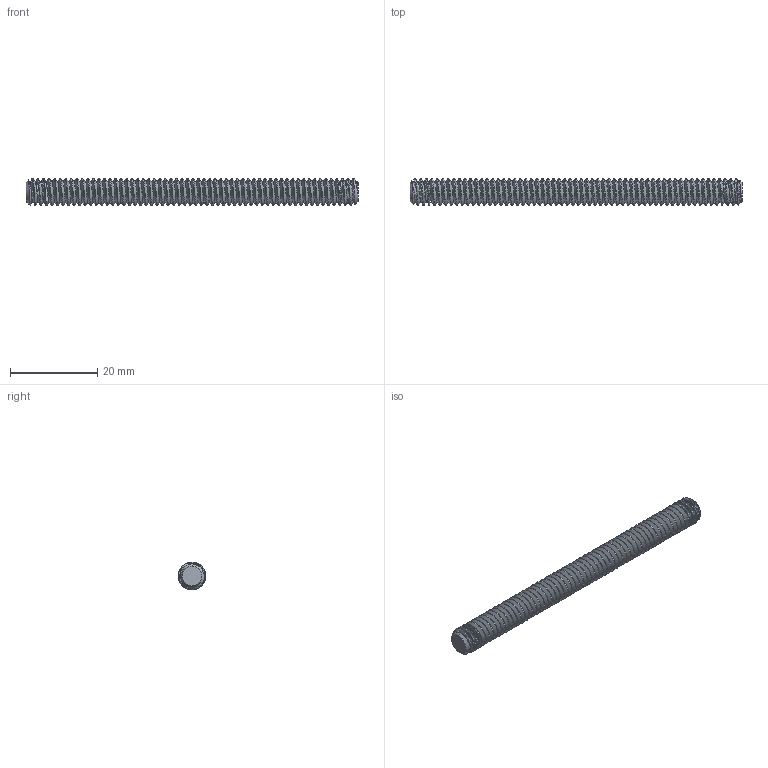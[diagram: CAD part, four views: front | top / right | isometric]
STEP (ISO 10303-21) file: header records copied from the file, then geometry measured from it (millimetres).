
FILE_DESCRIPTION (( 'STEP AP203' ), '1' );
FILE_NAME ('98873A200.step', '2016-08-16T21:48:38', ( 'Admin' ), ( 'McMaster-Carr Supply Co' ), 'SwSTEP 2.0', 'SolidWorks 2010', '' );
FILE_SCHEMA (( 'CONFIG_CONTROL_DESIGN' ));
Length unit declared in the file: inch
Products named in the file (1): 98873A200
Bounding box: 76.2 x 6.34 x 6.35 mm (x, y, z)
Volume: 1868.3 mm3; surface area: 2340.3 mm2
Topology: 1 solids, 1 shells, 128 faces, 376 edges, 250 vertices
Faces by surface type: cylinder 118, cone 5, bspline 3, plane 2
Entity records: 11392 total; most frequent: CARTESIAN_POINT 8643, ORIENTED_EDGE 752, DIRECTION 386, EDGE_CURVE 376, VERTEX_POINT 250, AXIS2_PLACEMENT_3D 132, EDGE_LOOP 128, FACE_OUTER_BOUND 128
